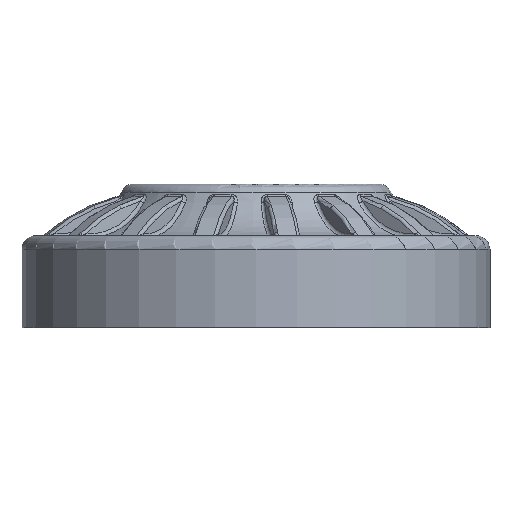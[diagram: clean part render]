
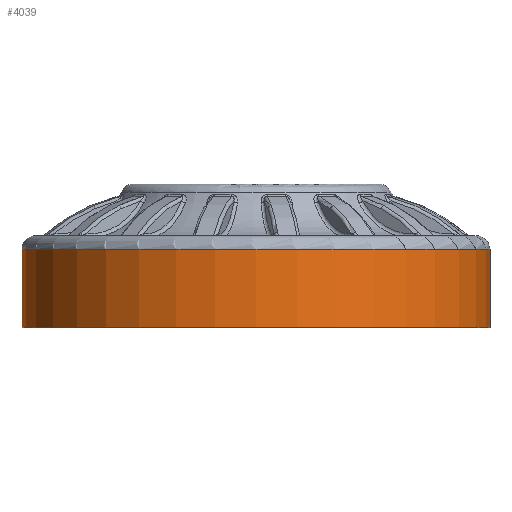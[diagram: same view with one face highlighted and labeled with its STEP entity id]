
A CAD part, front view. The second image highlights one B-rep face of the part: STEP entity #4039.
In plain terms, the highlighted cylindrical face has radius 35 mm (diameter 70 mm), a full revolution.
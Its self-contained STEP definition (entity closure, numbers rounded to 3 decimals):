
#493=CYLINDRICAL_SURFACE('',#4427,35.);
#632=LINE('',#10947,#680);
#680=VECTOR('',#5224,25.5);
#955=FACE_OUTER_BOUND('',#1248,.T.);
#1248=EDGE_LOOP('',(#3698,#3699,#3700,#3701,#3702));
#1480=CIRCLE('',#4425,35.);
#1481=CIRCLE('',#4426,35.);
#1482=CIRCLE('',#4428,35.);
#1871=VERTEX_POINT('',#10940);
#1872=VERTEX_POINT('',#10942);
#1873=VERTEX_POINT('',#10946);
#2483=EDGE_CURVE('',#1871,#1872,#1480,.T.);
#2484=EDGE_CURVE('',#1872,#1871,#1481,.T.);
#2485=EDGE_CURVE('',#1872,#1873,#632,.T.);
#2486=EDGE_CURVE('',#1873,#1873,#1482,.T.);
#3698=ORIENTED_EDGE('',*,*,#2484,.F.);
#3699=ORIENTED_EDGE('',*,*,#2485,.T.);
#3700=ORIENTED_EDGE('',*,*,#2486,.F.);
#3701=ORIENTED_EDGE('',*,*,#2485,.F.);
#3702=ORIENTED_EDGE('',*,*,#2483,.F.);
#4039=ADVANCED_FACE('',(#955),#493,.T.);
#4425=AXIS2_PLACEMENT_3D('',#10943,#5218,#5219);
#4426=AXIS2_PLACEMENT_3D('',#10944,#5220,#5221);
#4427=AXIS2_PLACEMENT_3D('',#10945,#5222,#5223);
#4428=AXIS2_PLACEMENT_3D('',#10948,#5225,#5226);
#5218=DIRECTION('center_axis',(0.,0.,1.));
#5219=DIRECTION('ref_axis',(-1.,0.,0.));
#5220=DIRECTION('center_axis',(0.,0.,1.));
#5221=DIRECTION('ref_axis',(-1.,0.,0.));
#5222=DIRECTION('center_axis',(0.,0.,1.));
#5223=DIRECTION('ref_axis',(-1.,0.,0.));
#5224=DIRECTION('',(0.,0.,-1.));
#5225=DIRECTION('center_axis',(0.,0.,
-1.));
#5226=DIRECTION('ref_axis',(-1.,0.,0.));
#10940=CARTESIAN_POINT('',(-35.,0.,25.338));
#10942=CARTESIAN_POINT('',(35.,0.,25.338));
#10943=CARTESIAN_POINT('Origin',(0.,0.,
25.338));
#10944=CARTESIAN_POINT('Origin',(0.,0.,
25.338));
#10945=CARTESIAN_POINT('Origin',(0.,0.,
17.13));
#10946=CARTESIAN_POINT('',(35.,0.,13.638));
#10947=CARTESIAN_POINT('',(35.,0.,17.13));
#10948=CARTESIAN_POINT('Origin',(0.,0.,
13.638));
